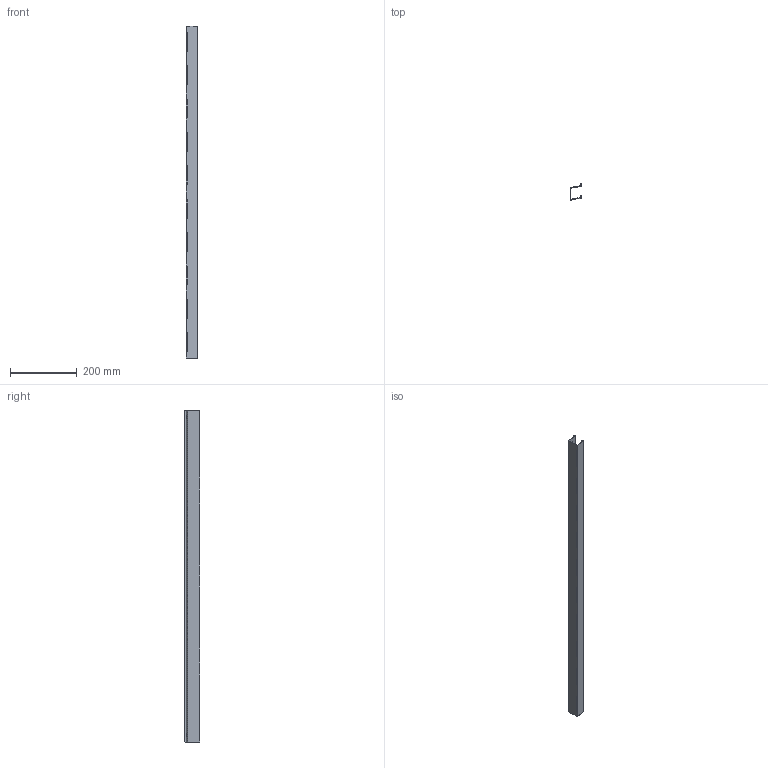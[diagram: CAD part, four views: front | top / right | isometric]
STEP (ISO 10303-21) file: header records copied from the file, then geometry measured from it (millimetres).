
FILE_DESCRIPTION((''),'2;1');
FILE_NAME('20015277P01','2023-05-08T10:30:48',('sivasanker.y'),(''),'CREO PARAMETRIC BY PTC INC, 2021284','CREO PARAMETRIC BY PTC INC, 2021284','');
FILE_SCHEMA(('CONFIG_CONTROL_DESIGN'));
Length unit declared in the file: millimetre
Products named in the file (1): 20015277P01
Bounding box: 33.18 x 47.79 x 995 mm (x, y, z)
Volume: 87248 mm3; surface area: 221792.5 mm2
Topology: 11 solids, 11 shells, 170 faces, 504 edges, 336 vertices
Faces by surface type: plane 110, cylinder 40, bspline 20
Entity records: 7303 total; most frequent: CARTESIAN_POINT 2811, ORIENTED_EDGE 1008, DIRECTION 804, EDGE_CURVE 504, VECTOR 344, LINE 344, VERTEX_POINT 336, AXIS2_PLACEMENT_3D 230
